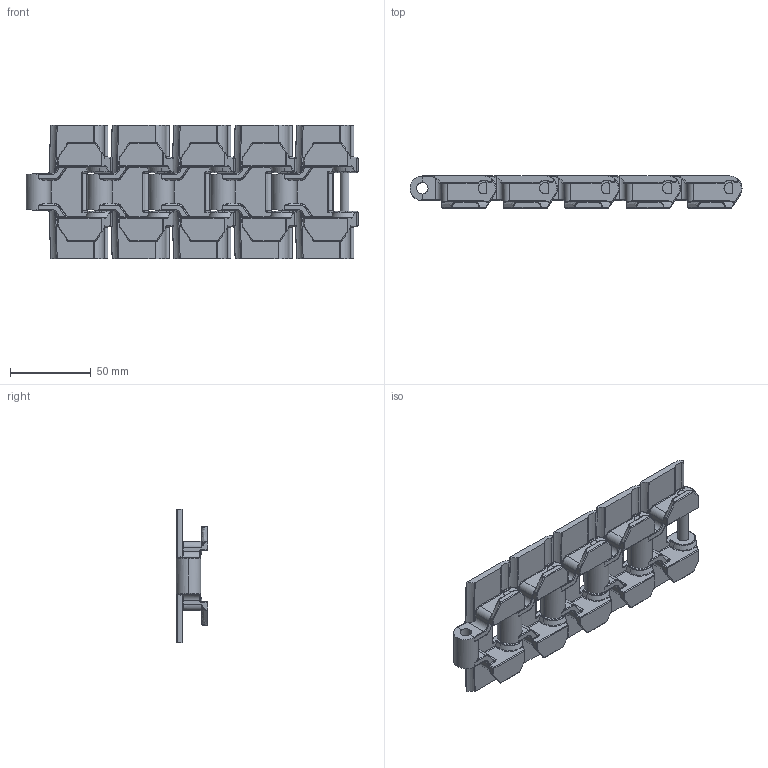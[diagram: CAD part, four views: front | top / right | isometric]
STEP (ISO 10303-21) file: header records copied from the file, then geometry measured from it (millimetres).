
FILE_DESCRIPTION (( 'STEP AP214' ), '1' );
FILE_NAME ('Rexnord-SMALL RADIUS SINGLE HINGE TAB-LF 880 TAB BO-K325.step', '2019-07-12T21:27:58', ( '' ), ( '' ), 'SwSTEP 2.0', 'SolidWorks 2019', '' );
FILE_SCHEMA (( 'AUTOMOTIVE_DESIGN' ));
Length unit declared in the file: millimetre
Products named in the file (3): pin; Rexnord-SMALL RADIUS SINGLE HINGE TAB-LF 880 TAB BO-K325; SMALL RADIUS SINGLE HINGE TAB_LF 880 TAB BO-K325
Assembly tree (10 placements, depth 2):
  Rexnord-SMALL RADIUS SINGLE HINGE TAB-LF 880 TAB BO-K325
    SMALL RADIUS SINGLE HINGE TAB_LF 880 TAB BO-K325  x5
    pin  x5
Bounding box: 205.74 x 19.81 x 82.5 mm (x, y, z)
Volume: 115386.5 mm3; surface area: 62741.5 mm2
Topology: 10 solids, 10 shells, 1195 faces, 2880 edges, 1615 vertices
Faces by surface type: cylinder 510, bspline 460, plane 210, cone 15
Entity records: 12389 total; most frequent: CARTESIAN_POINT 7538, ORIENTED_EDGE 1120, DIRECTION 798, EDGE_CURVE 560, VERTEX_POINT 323, AXIS2_PLACEMENT_3D 306, EDGE_LOOP 243, FACE_OUTER_BOUND 239
